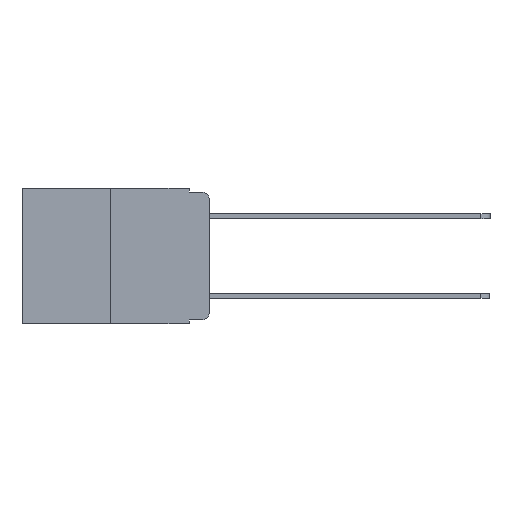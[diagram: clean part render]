
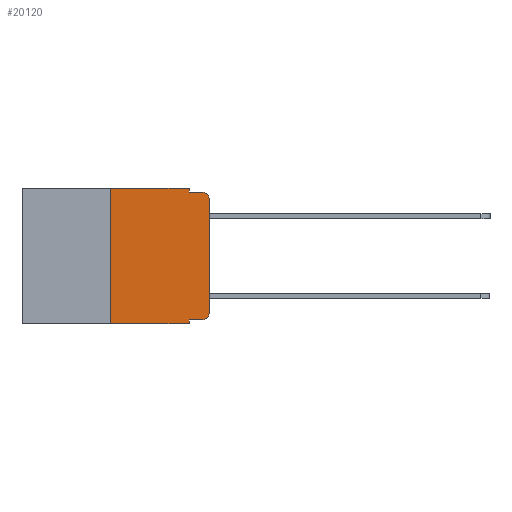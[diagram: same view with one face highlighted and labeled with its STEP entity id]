
A CAD part, left-side view. The second image highlights one B-rep face of the part: STEP entity #20120.
In plain terms, the highlighted planar face has unit normal (-1, 0, 0).
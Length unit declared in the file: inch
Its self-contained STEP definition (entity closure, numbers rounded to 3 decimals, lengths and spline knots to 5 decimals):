
#14 = CARTESIAN_POINT ( 'NONE',  ( 0., 0.25, 0. ) ) ;
#103 = FACE_OUTER_BOUND ( 'NONE', #17320, .T. ) ;
#246 = EDGE_CURVE ( 'NONE', #6050, #505, #6012, .T. ) ;
#380 = LINE ( 'NONE', #11283, #9124 ) ;
#505 = VERTEX_POINT ( 'NONE', #11868 ) ;
#921 = VERTEX_POINT ( 'NONE', #5739 ) ;
#1103 = VECTOR ( 'NONE', #4056, 39.37008 ) ;
#1264 = VECTOR ( 'NONE', #2727, 39.37008 ) ;
#2184 = AXIS2_PLACEMENT_3D ( 'NONE', #19882, #12473, #12400 ) ;
#2217 = LINE ( 'NONE', #14, #6845 ) ;
#2330 = DIRECTION ( 'NONE',  ( 0., -1., 0. ) ) ;
#2404 = CARTESIAN_POINT ( 'NONE',  ( 0., 0.051, -0.01 ) ) ;
#2459 = ORIENTED_EDGE ( 'NONE', *, *, #14260, .T. ) ;
#2664 = EDGE_CURVE ( 'NONE', #21635, #3678, #4513, .T. ) ;
#2727 = DIRECTION ( 'NONE',  ( 0., 0., 1. ) ) ;
#2746 = CARTESIAN_POINT ( 'NONE',  ( 0., 0.02, -0.01 ) ) ;
#3098 = ORIENTED_EDGE ( 'NONE', *, *, #11446, .F. ) ;
#3678 = VERTEX_POINT ( 'NONE', #2746 ) ;
#4056 = DIRECTION ( 'NONE',  ( 0., -1., 0. ) ) ;
#4182 = LINE ( 'NONE', #7520, #22423 ) ;
#4513 = CIRCLE ( 'NONE', #11654, 0.02 ) ;
#5137 = EDGE_CURVE ( 'NONE', #921, #3678, #5695, .T. ) ;
#5178 = CARTESIAN_POINT ( 'NONE',  ( 0., 0.051, -0.343 ) ) ;
#5420 = CARTESIAN_POINT ( 'NONE',  ( 0., 0.473, 0. ) ) ;
#5695 = LINE ( 'NONE', #2404, #1103 ) ;
#5739 = CARTESIAN_POINT ( 'NONE',  ( 0., 0.051, -0.01 ) ) ;
#6012 = CIRCLE ( 'NONE', #2184, 0.02 ) ;
#6025 = AXIS2_PLACEMENT_3D ( 'NONE', #5420, #17778, #7210 ) ;
#6050 = VERTEX_POINT ( 'NONE', #22691 ) ;
#6227 = CARTESIAN_POINT ( 'NONE',  ( 0., 0., 0. ) ) ;
#6649 = CARTESIAN_POINT ( 'NONE',  ( 0., 0.25, 0. ) ) ;
#6845 = VECTOR ( 'NONE', #10502, 39.37008 ) ;
#6988 = DIRECTION ( 'NONE',  ( 0., -1., 0. ) ) ;
#7134 = PLANE ( 'NONE',  #6025 ) ;
#7210 = DIRECTION ( 'NONE',  ( 0., 0., -1. ) ) ;
#7520 = CARTESIAN_POINT ( 'NONE',  ( 0., 0.051, 0. ) ) ;
#7992 = ORIENTED_EDGE ( 'NONE', *, *, #21348, .F. ) ;
#8232 = VECTOR ( 'NONE', #9116, 39.37008 ) ;
#8299 = CARTESIAN_POINT ( 'NONE',  ( 0., 0.02, -0.03 ) ) ;
#8362 = EDGE_CURVE ( 'NONE', #505, #21635, #10034, .T. ) ;
#8863 = EDGE_CURVE ( 'NONE', #19671, #921, #4182, .T. ) ;
#9116 = DIRECTION ( 'NONE',  ( 0., 0., -1. ) ) ;
#9124 = VECTOR ( 'NONE', #18307, 39.37008 ) ;
#9185 = VERTEX_POINT ( 'NONE', #5178 ) ;
#9303 = DIRECTION ( 'NONE',  ( 0., 0., -1. ) ) ;
#10034 = LINE ( 'NONE', #6227, #1264 ) ;
#10086 = DIRECTION ( 'NONE',  ( 0., 0., -1. ) ) ;
#10101 = ORIENTED_EDGE ( 'NONE', *, *, #13103, .F. ) ;
#10502 = DIRECTION ( 'NONE',  ( 0., 0., 1. ) ) ;
#10529 = VERTEX_POINT ( 'NONE', #17634 ) ;
#11094 = CARTESIAN_POINT ( 'NONE',  ( 0., 0.051, -0.333 ) ) ;
#11283 = CARTESIAN_POINT ( 'NONE',  ( 0., 0.473, 0. ) ) ;
#11446 = EDGE_CURVE ( 'NONE', #15301, #19671, #380, .T. ) ;
#11654 = AXIS2_PLACEMENT_3D ( 'NONE', #8299, #20666, #10086 ) ;
#11868 = CARTESIAN_POINT ( 'NONE',  ( 0., 0., -0.313 ) ) ;
#12045 = VECTOR ( 'NONE', #6988, 39.37008 ) ;
#12331 = CARTESIAN_POINT ( 'NONE',  ( 0., 0.473, -0.343 ) ) ;
#12400 = DIRECTION ( 'NONE',  ( 0., 0., -1. ) ) ;
#12408 = VERTEX_POINT ( 'NONE', #17713 ) ;
#12473 = DIRECTION ( 'NONE',  ( -1., 0., 0. ) ) ;
#13103 = EDGE_CURVE ( 'NONE', #12408, #9185, #17603, .T. ) ;
#14260 = EDGE_CURVE ( 'NONE', #10529, #9185, #21437, .T. ) ;
#14376 = CARTESIAN_POINT ( 'NONE',  ( 0., 0.051, 0. ) ) ;
#14451 = EDGE_CURVE ( 'NONE', #12408, #6050, #21148, .T. ) ;
#14559 = ORIENTED_EDGE ( 'NONE', *, *, #8863, .F. ) ;
#15301 = VERTEX_POINT ( 'NONE', #6649 ) ;
#15585 = ORIENTED_EDGE ( 'NONE', *, *, #14451, .T. ) ;
#16426 = VECTOR ( 'NONE', #2330, 39.37008 ) ;
#17320 = EDGE_LOOP ( 'NONE', ( #21297, #19916, #17394, #14559, #3098, #7992, #2459, #10101, #15585, #20782 ) ) ;
#17394 = ORIENTED_EDGE ( 'NONE', *, *, #5137, .F. ) ;
#17603 = LINE ( 'NONE', #14376, #8232 ) ;
#17634 = CARTESIAN_POINT ( 'NONE',  ( 0., 0.25, -0.343 ) ) ;
#17713 = CARTESIAN_POINT ( 'NONE',  ( 0., 0.051, -0.333 ) ) ;
#17778 = DIRECTION ( 'NONE',  ( 1., 0., 0. ) ) ;
#17959 = CARTESIAN_POINT ( 'NONE',  ( 0., 0.051, 0. ) ) ;
#18280 = CARTESIAN_POINT ( 'NONE',  ( 0., 0., -0.03 ) ) ;
#18307 = DIRECTION ( 'NONE',  ( 0., -1., 0. ) ) ;
#19671 = VERTEX_POINT ( 'NONE', #17959 ) ;
#19882 = CARTESIAN_POINT ( 'NONE',  ( 0., 0.02, -0.313 ) ) ;
#19916 = ORIENTED_EDGE ( 'NONE', *, *, #2664, .T. ) ;
#20120 = ADVANCED_FACE ( 'NONE', ( #103 ), #7134, .F. ) ;
#20666 = DIRECTION ( 'NONE',  ( -1., 0., 0. ) ) ;
#20782 = ORIENTED_EDGE ( 'NONE', *, *, #246, .T. ) ;
#21148 = LINE ( 'NONE', #11094, #16426 ) ;
#21297 = ORIENTED_EDGE ( 'NONE', *, *, #8362, .T. ) ;
#21348 = EDGE_CURVE ( 'NONE', #10529, #15301, #2217, .T. ) ;
#21437 = LINE ( 'NONE', #12331, #12045 ) ;
#21635 = VERTEX_POINT ( 'NONE', #18280 ) ;
#22423 = VECTOR ( 'NONE', #9303, 39.37008 ) ;
#22691 = CARTESIAN_POINT ( 'NONE',  ( 0., 0.02, -0.333 ) ) ;
